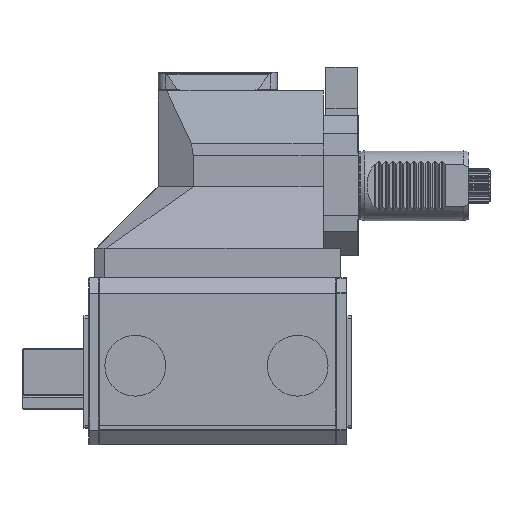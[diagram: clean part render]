
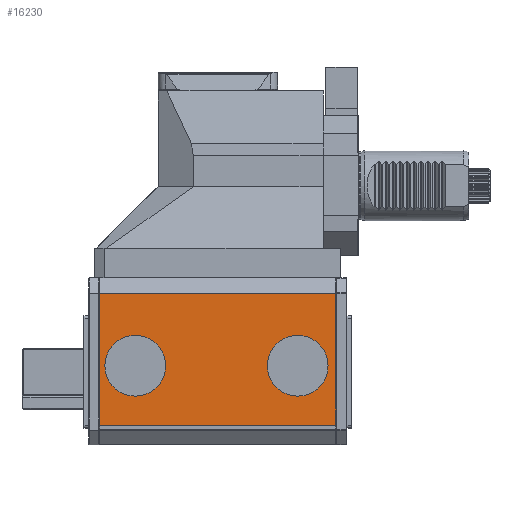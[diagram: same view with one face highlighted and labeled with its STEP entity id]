
A CAD part, left-side view. The second image highlights one B-rep face of the part: STEP entity #16230.
In plain terms, the highlighted planar face has unit normal (-1, 0, 0).
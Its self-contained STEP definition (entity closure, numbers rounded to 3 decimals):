
#134 = VERTEX_POINT ( 'NONE', #33119 ) ;
#702 = PLANE ( 'NONE',  #32751 ) ;
#996 = CIRCLE ( 'NONE', #1963, 17.3 ) ;
#1963 = AXIS2_PLACEMENT_3D ( 'NONE', #2153, #25113, #28293 ) ;
#2153 = CARTESIAN_POINT ( 'NONE',  ( -50., -45.5, -102.5 ) ) ;
#2280 = CARTESIAN_POINT ( 'NONE',  ( -50., 67.5, -136.3 ) ) ;
#2758 = VECTOR ( 'NONE', #36097, 1000. ) ;
#3272 = FACE_BOUND ( 'NONE', #24967, .T. ) ;
#3405 = ORIENTED_EDGE ( 'NONE', *, *, #15824, .T. ) ;
#3643 = VERTEX_POINT ( 'NONE', #5148 ) ;
#4067 = LINE ( 'NONE', #5193, #7245 ) ;
#4333 = EDGE_CURVE ( 'NONE', #3643, #5323, #31179, .T. ) ;
#4409 = CARTESIAN_POINT ( 'NONE',  ( -50., 67.3, -52.5 ) ) ;
#5148 = CARTESIAN_POINT ( 'NONE',  ( -50., 67.3, -136.3 ) ) ;
#5193 = CARTESIAN_POINT ( 'NONE',  ( -50., -67.3, -52.5 ) ) ;
#5323 = VERTEX_POINT ( 'NONE', #24978 ) ;
#5354 = AXIS2_PLACEMENT_3D ( 'NONE', #20582, #28733, #35060 ) ;
#6020 = EDGE_CURVE ( 'NONE', #19052, #19052, #34562, .T. ) ;
#6367 = CARTESIAN_POINT ( 'NONE',  ( -50., 67.5, -52.5 ) ) ;
#6812 = VERTEX_POINT ( 'NONE', #9943 ) ;
#7245 = VECTOR ( 'NONE', #37643, 1000. ) ;
#7411 = EDGE_LOOP ( 'NONE', ( #3405 ) ) ;
#8214 = ORIENTED_EDGE ( 'NONE', *, *, #4333, .F. ) ;
#9180 = FACE_OUTER_BOUND ( 'NONE', #32198, .T. ) ;
#9530 = LINE ( 'NONE', #35344, #38038 ) ;
#9943 = CARTESIAN_POINT ( 'NONE',  ( -50., -67.3, -61.16 ) ) ;
#11826 = ORIENTED_EDGE ( 'NONE', *, *, #24414, .T. ) ;
#15219 = CARTESIAN_POINT ( 'NONE',  ( -50., -45.5, -119.8 ) ) ;
#15576 = CARTESIAN_POINT ( 'NONE',  ( -50., 47., -119.8 ) ) ;
#15824 = EDGE_CURVE ( 'NONE', #22153, #22153, #996, .T. ) ;
#16177 = FACE_BOUND ( 'NONE', #7411, .T. ) ;
#16230 = ADVANCED_FACE ( 'NONE', ( #16177, #3272, #9180 ), #702, .F. ) ;
#16572 = ORIENTED_EDGE ( 'NONE', *, *, #23861, .F. ) ;
#19052 = VERTEX_POINT ( 'NONE', #15576 ) ;
#19990 = VECTOR ( 'NONE', #37691, 1000. ) ;
#20582 = CARTESIAN_POINT ( 'NONE',  ( -50., 47., -102.5 ) ) ;
#22153 = VERTEX_POINT ( 'NONE', #15219 ) ;
#23804 = DIRECTION ( 'NONE',  ( 1., 0., 0. ) ) ;
#23861 = EDGE_CURVE ( 'NONE', #134, #3643, #29563, .T. ) ;
#24414 = EDGE_CURVE ( 'NONE', #6812, #5323, #9530, .T. ) ;
#24841 = ORIENTED_EDGE ( 'NONE', *, *, #31796, .F. ) ;
#24967 = EDGE_LOOP ( 'NONE', ( #28874 ) ) ;
#24978 = CARTESIAN_POINT ( 'NONE',  ( -50., 67.3, -61.16 ) ) ;
#25113 = DIRECTION ( 'NONE',  ( 1., 0., 0. ) ) ;
#28293 = DIRECTION ( 'NONE',  ( 0., 0., -1. ) ) ;
#28733 = DIRECTION ( 'NONE',  ( 1., 0., 0. ) ) ;
#28874 = ORIENTED_EDGE ( 'NONE', *, *, #6020, .T. ) ;
#29563 = LINE ( 'NONE', #2280, #19990 ) ;
#29631 = DIRECTION ( 'NONE',  ( 0., 1., 0. ) ) ;
#31179 = LINE ( 'NONE', #4409, #2758 ) ;
#31796 = EDGE_CURVE ( 'NONE', #6812, #134, #4067, .T. ) ;
#32198 = EDGE_LOOP ( 'NONE', ( #11826, #8214, #16572, #24841 ) ) ;
#32577 = DIRECTION ( 'NONE',  ( 0., 0., -1. ) ) ;
#32751 = AXIS2_PLACEMENT_3D ( 'NONE', #6367, #23804, #32577 ) ;
#33119 = CARTESIAN_POINT ( 'NONE',  ( -50., -67.3, -136.3 ) ) ;
#34562 = CIRCLE ( 'NONE', #5354, 17.3 ) ;
#35060 = DIRECTION ( 'NONE',  ( 0., 0., -1. ) ) ;
#35344 = CARTESIAN_POINT ( 'NONE',  ( -50., 67.5, -61.16 ) ) ;
#36097 = DIRECTION ( 'NONE',  ( 0., 0., 1. ) ) ;
#37643 = DIRECTION ( 'NONE',  ( 0., 0., -1. ) ) ;
#37691 = DIRECTION ( 'NONE',  ( 0., 1., 0. ) ) ;
#38038 = VECTOR ( 'NONE', #29631, 1000. ) ;
